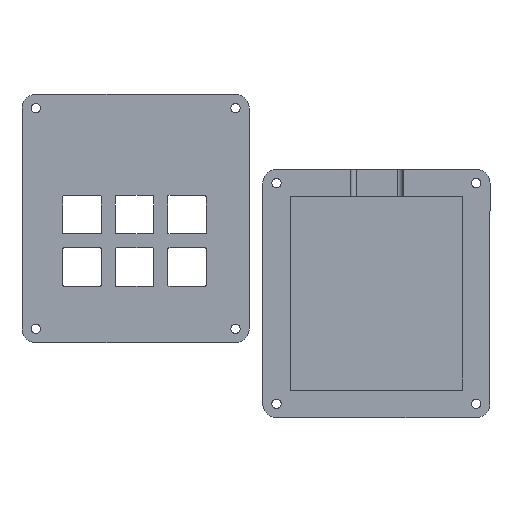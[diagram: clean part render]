
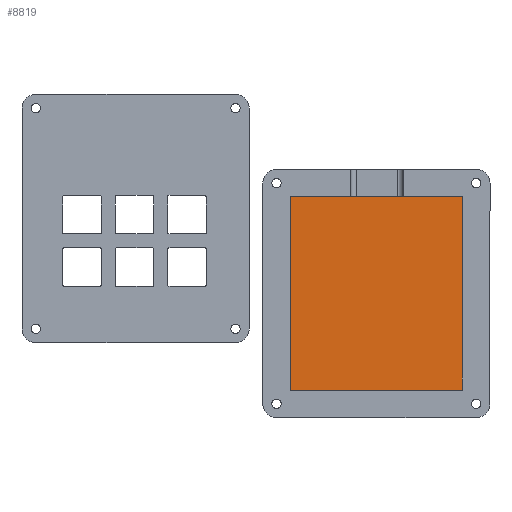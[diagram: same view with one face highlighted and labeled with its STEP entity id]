
A CAD part, top view. The second image highlights one B-rep face of the part: STEP entity #8819.
In plain terms, the highlighted planar face has unit normal (0, 0, 1).
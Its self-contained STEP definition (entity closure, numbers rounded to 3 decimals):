
#1033=PLANE('',#9056);
#1466=FACE_OUTER_BOUND('',#1969,.T.);
#1969=EDGE_LOOP('',(#7947,#7948,#7949,#7950));
#2614=LINE('',#17544,#3285);
#2616=LINE('',#17548,#3287);
#2617=LINE('',#17550,#3288);
#2618=LINE('',#17551,#3289);
#3285=VECTOR('',#10014,10.);
#3287=VECTOR('',#10018,10.);
#3288=VECTOR('',#10019,10.);
#3289=VECTOR('',#10020,10.);
#4262=VERTEX_POINT('',#17541);
#4263=VERTEX_POINT('',#17543);
#4264=VERTEX_POINT('',#17547);
#4265=VERTEX_POINT('',#17549);
#5520=EDGE_CURVE('',#4262,#4263,#2614,.T.);
#5522=EDGE_CURVE('',#4263,#4264,#2616,.T.);
#5523=EDGE_CURVE('',#4265,#4262,#2617,.T.);
#5524=EDGE_CURVE('',#4264,#4265,#2618,.T.);
#7947=ORIENTED_EDGE('',*,*,#5522,.F.);
#7948=ORIENTED_EDGE('',*,*,#5520,.F.);
#7949=ORIENTED_EDGE('',*,*,#5523,.F.);
#7950=ORIENTED_EDGE('',*,*,#5524,.F.);
#8819=ADVANCED_FACE('',(#1466),#1033,.T.);
#9056=AXIS2_PLACEMENT_3D('',#17546,#10016,#10017);
#10014=DIRECTION('',(1.,0.,0.));
#10016=DIRECTION('center_axis',(0.,0.,1.));
#10017=DIRECTION('ref_axis',(1.,0.,0.));
#10018=DIRECTION('',(0.,-1.,0.));
#10019=DIRECTION('',(0.,1.,0.));
#10020=DIRECTION('',(-1.,0.,0.));
#17541=CARTESIAN_POINT('',(-31.3,35.125,3.));
#17543=CARTESIAN_POINT('',(31.3,35.125,3.));
#17544=CARTESIAN_POINT('',(-15.65,35.125,3.));
#17546=CARTESIAN_POINT('Origin',(0.,0.,
3.));
#17547=CARTESIAN_POINT('',(31.3,-35.125,3.));
#17548=CARTESIAN_POINT('',(31.3,17.562,3.));
#17549=CARTESIAN_POINT('',(-31.3,-35.125,3.));
#17550=CARTESIAN_POINT('',(-31.3,-17.563,3.));
#17551=CARTESIAN_POINT('',(15.65,-35.125,3.));
